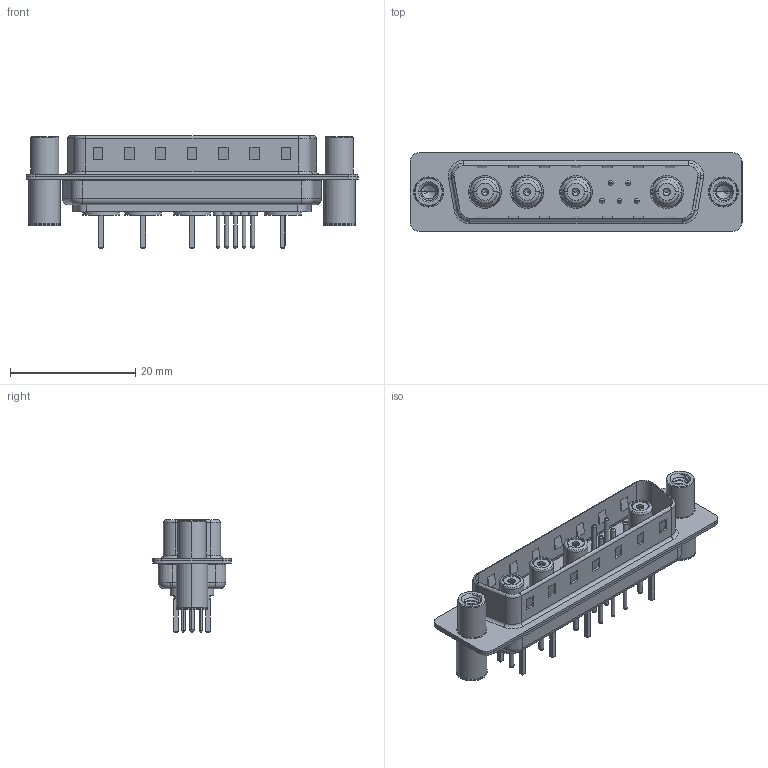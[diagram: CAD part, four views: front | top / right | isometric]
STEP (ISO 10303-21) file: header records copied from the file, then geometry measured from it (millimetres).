
FILE_DESCRIPTION (( 'STEP AP203' ), '1' );
FILE_NAME ('627-9W4-224-7T4.STEP', '2019-05-26T07:04:27', ( '' ), ( '' ), 'SwSTEP 2.0', 'SolidWorks 2016', '' );
FILE_SCHEMA (( 'CONFIG_CONTROL_DESIGN' ));
Length unit declared in the file: millimetre
Products named in the file (13): 627Combo Contact Row 2_24; 627Combo Threaded Standoff and Board Spacer_4; 627-9W4-224-7T4; Co-Ax Jack_Straight PC Tail; Insulator Socket; Insulator Socket 2; Locking Collar; Socket_Str; 627Combo Housing_9W4; Co-Ax Jack Assy_S; 627Combo Shell Rear_25 Contacts; 627Combo Contact Row 1_24; 627Combo Shell Front_25 Contacts
Assembly tree (19 placements, depth 3):
  627-9W4-224-7T4
    627Combo Housing_9W4
    627Combo Shell Rear_25 Contacts
    627Combo Shell Front_25 Contacts
    627Combo Threaded Standoff and Board Spacer_4  x2
    Co-Ax Jack Assy_S  x4
      Co-Ax Jack_Straight PC Tail
      Insulator Socket
      Insulator Socket 2
      Locking Collar
      Socket_Str
    627Combo Contact Row 1_24  x2
    627Combo Contact Row 2_24  x3
Bounding box: 53 x 12.6 x 17.9 mm (x, y, z)
Volume: 3092 mm3; surface area: 8857.3 mm2
Topology: 30 solids, 30 shells, 1091 faces, 2549 edges, 1584 vertices
Faces by surface type: cylinder 447, plane 400, torus 150, cone 66, bspline 20, sphere 8
Entity records: 21558 total; most frequent: CARTESIAN_POINT 5419, DIRECTION 3211, ORIENTED_EDGE 2932, EDGE_CURVE 1466, AXIS2_PLACEMENT_3D 1232, VERTEX_POINT 923, LINE 747, VECTOR 747
